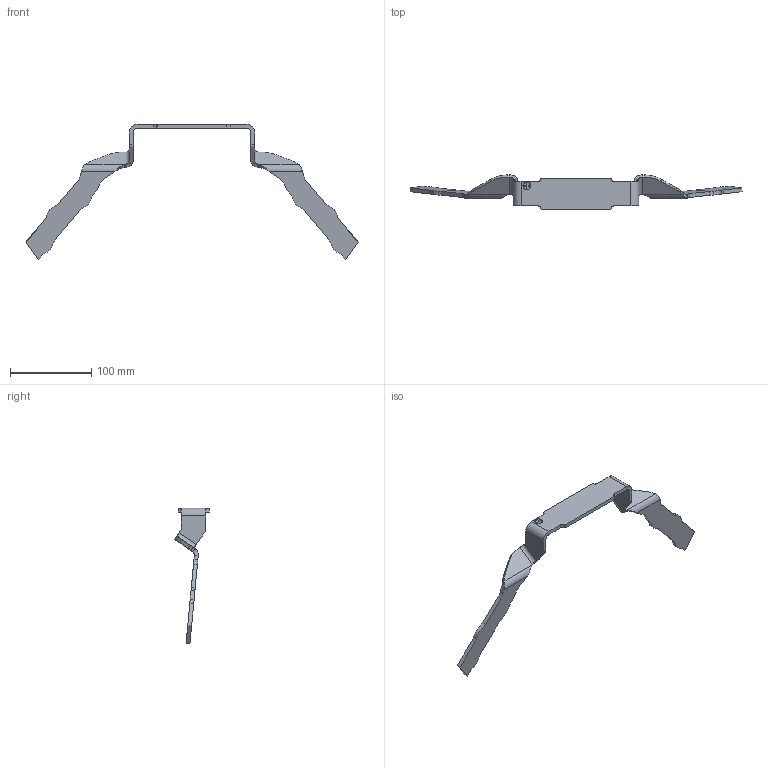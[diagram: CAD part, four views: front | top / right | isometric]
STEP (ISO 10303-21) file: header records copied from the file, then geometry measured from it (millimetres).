
FILE_DESCRIPTION (( 'STEP AP214' ), '1' );
FILE_NAME ('VC4_LowDef.STEP', '2018-01-26T22:13:14', ( 'Temp' ), ( '' ), 'SwSTEP 2.0', 'SolidWorks 2010', '' );
FILE_SCHEMA (( 'AUTOMOTIVE_DESIGN' ));
Length unit declared in the file: inch
Products named in the file (1): VC4_LowDef
Bounding box: 408.39 x 42.27 x 166.73 mm (x, y, z)
Volume: 80487.2 mm3; surface area: 39710.3 mm2
Topology: 1 solids, 1 shells, 167 faces, 436 edges, 280 vertices
Faces by surface type: plane 89, cylinder 66, bspline 12
Entity records: 6928 total; most frequent: CARTESIAN_POINT 2766, ORIENTED_EDGE 872, DIRECTION 840, EDGE_CURVE 436, LINE 296, VECTOR 296, VERTEX_POINT 280, AXIS2_PLACEMENT_3D 272
